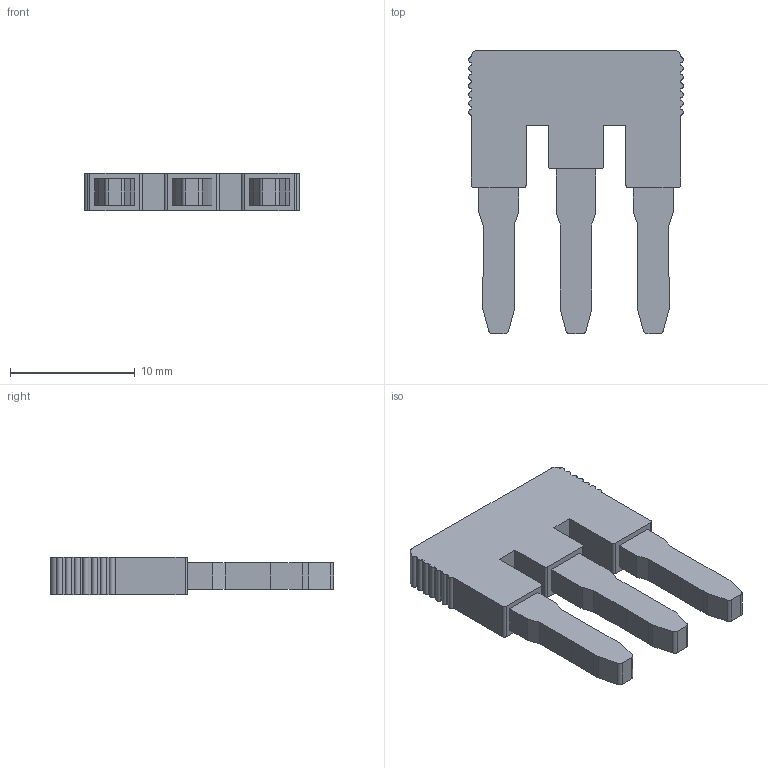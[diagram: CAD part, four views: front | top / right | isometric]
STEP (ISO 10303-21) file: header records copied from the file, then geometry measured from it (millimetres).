
FILE_DESCRIPTION((''),'2;1');
FILE_NAME('PRT0003','2021-04-21T',('Administrator'),(''),'PRO/ENGINEER BY PARAMETRIC TECHNOLOGY CORPORATION, 2013230','PRO/ENGINEER BY PARAMETRIC TECHNOLOGY CORPORATION, 2013230','');
FILE_SCHEMA(('AUTOMOTIVE_DESIGN { 1 0 10303 214 1 1 1 1 }'));
Length unit declared in the file: millimetre
Products named in the file (1): PRT0003
Bounding box: 17.2 x 22.7 x 3 mm (x, y, z)
Volume: 683.2 mm3; surface area: 879.5 mm2
Topology: 1 solids, 1 shells, 99 faces, 282 edges, 188 vertices
Faces by surface type: plane 71, cylinder 28
Entity records: 3284 total; most frequent: CARTESIAN_POINT 571, ORIENTED_EDGE 564, DIRECTION 536, EDGE_CURVE 282, VECTOR 226, LINE 226, VERTEX_POINT 188, AXIS2_PLACEMENT_3D 155
